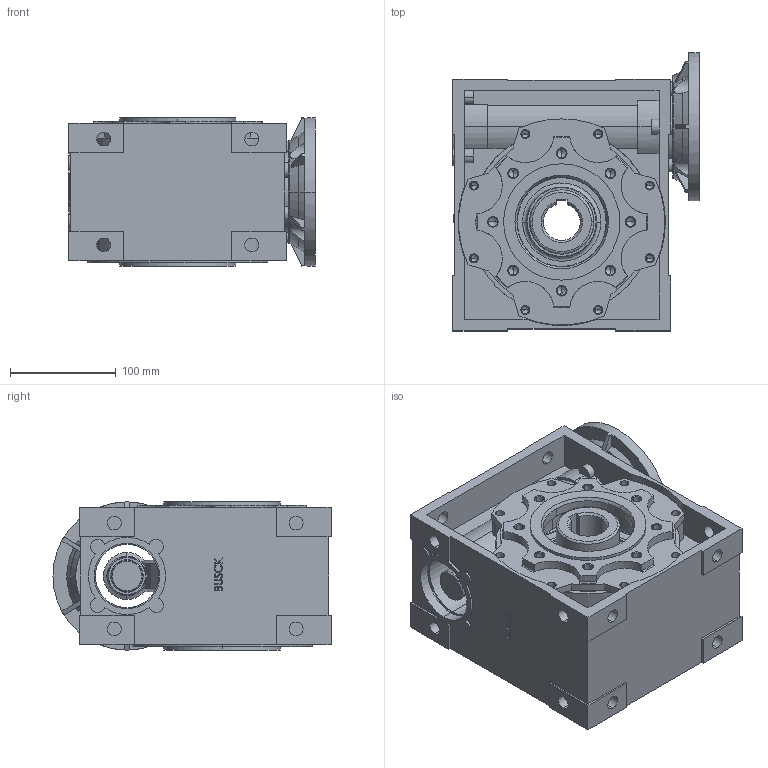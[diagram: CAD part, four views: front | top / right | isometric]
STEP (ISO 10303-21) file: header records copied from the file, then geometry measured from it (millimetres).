
FILE_DESCRIPTION (( 'STEP AP203' ), '1' );
FILE_NAME ('SB090 90B14.STEP', '2009-01-31T13:51:25', ( ' ' ), ( '' ), 'SwSTEP 2.0', 'SolidWorks 2008', '' );
FILE_SCHEMA (( 'CONFIG_CONTROL_DESIGN' ));
Length unit declared in the file: millimetre
Products named in the file (6): SB090casing; SB090-160input flange; SB090 90B14; SB090worm shaft; SB090cover; SB090-50worm wheel
Assembly tree (5 placements, depth 2):
  SB090 90B14
    SB090casing
    SB090cover
    SB090worm shaft
    SB090-50worm wheel
    SB090-160input flange
Bounding box: 233 x 263 x 140 mm (x, y, z)
Volume: 3638303.7 mm3; surface area: 625488.5 mm2
Topology: 5 solids, 5 shells, 937 faces, 2436 edges, 1521 vertices
Faces by surface type: cylinder 384, plane 248, cone 220, bspline 85
Entity records: 33498 total; most frequent: CARTESIAN_POINT 9997, DIRECTION 4902, ORIENTED_EDGE 4748, EDGE_CURVE 2374, AXIS2_PLACEMENT_3D 1913, VERTEX_POINT 1521, EDGE_LOOP 1079, VECTOR 1076
